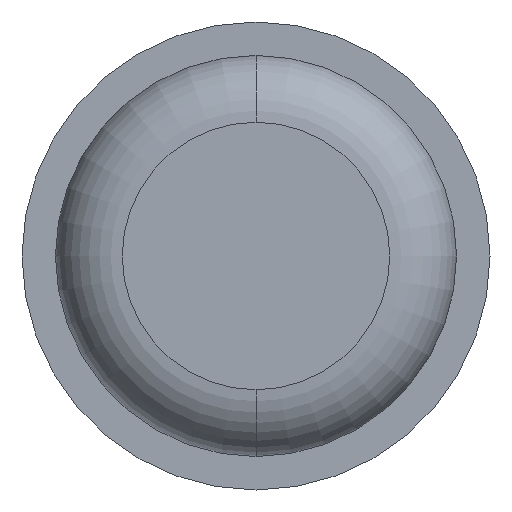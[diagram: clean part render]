
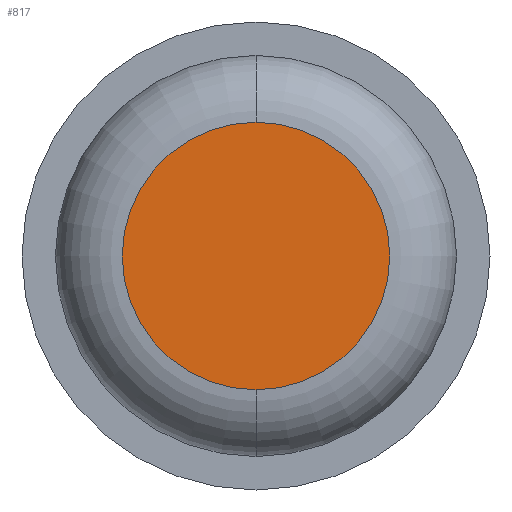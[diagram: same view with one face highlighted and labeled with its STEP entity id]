
A CAD part, front view. The second image highlights one B-rep face of the part: STEP entity #817.
In plain terms, the highlighted planar face has unit normal (0, -1, 0).
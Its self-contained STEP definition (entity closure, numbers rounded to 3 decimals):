
#33 = VERTEX_POINT ( 'NONE', #249 ) ;
#163 = ORIENTED_EDGE ( 'NONE', *, *, #252, .T. ) ;
#249 = CARTESIAN_POINT ( 'NONE',  ( 0., 0., 1. ) ) ;
#252 = EDGE_CURVE ( 'Defeature ausgef�hrt2_0+Defeature ausgef�hrt2_5+Defeature ausgef�hrt2_5+Defeature ausgef�hrt2_5', #33, #4336, #3756, .T. ) ;
#282 = AXIS2_PLACEMENT_3D ( 'NONE', #309, #4120, #2190 ) ;
#309 = CARTESIAN_POINT ( 'NONE',  ( 0., 0., 0. ) ) ;
#706 = CARTESIAN_POINT ( 'NONE',  ( 0., 0., -1. ) ) ;
#726 = DIRECTION ( 'NONE',  ( 0., -1., 0. ) ) ;
#815 = ORIENTED_EDGE ( 'NONE', *, *, #4015, .T. ) ;
#817 = ADVANCED_FACE ( 'Defeature ausgef�hrt2_0', ( #3859 ), #2126, .T. ) ;
#1517 = AXIS2_PLACEMENT_3D ( 'NONE', #3442, #3778, #3472 ) ;
#1687 = CIRCLE ( 'NONE', #282, 1. ) ;
#2126 = PLANE ( 'NONE',  #1517 ) ;
#2190 = DIRECTION ( 'NONE',  ( 0., 0., -1. ) ) ;
#2751 = CARTESIAN_POINT ( 'NONE',  ( 0., 0., 0. ) ) ;
#3058 = EDGE_LOOP ( 'NONE', ( #815, #163 ) ) ;
#3442 = CARTESIAN_POINT ( 'NONE',  ( 0., 0., 0. ) ) ;
#3472 = DIRECTION ( 'NONE',  ( 0., 0., -1. ) ) ;
#3756 = CIRCLE ( 'NONE', #4117, 1. ) ;
#3778 = DIRECTION ( 'NONE',  ( 0., -1., 0. ) ) ;
#3859 = FACE_OUTER_BOUND ( 'NONE', #3058, .T. ) ;
#3861 = DIRECTION ( 'NONE',  ( 0., 0., -1. ) ) ;
#4015 = EDGE_CURVE ( 'Defeature ausgef�hrt2_0+Defeature ausgef�hrt2_5+Defeature ausgef�hrt2_5+Defeature ausgef�hrt2_5', #4336, #33, #1687, .T. ) ;
#4117 = AXIS2_PLACEMENT_3D ( 'NONE', #2751, #726, #3861 ) ;
#4120 = DIRECTION ( 'NONE',  ( 0., -1., 0. ) ) ;
#4336 = VERTEX_POINT ( 'NONE', #706 ) ;
